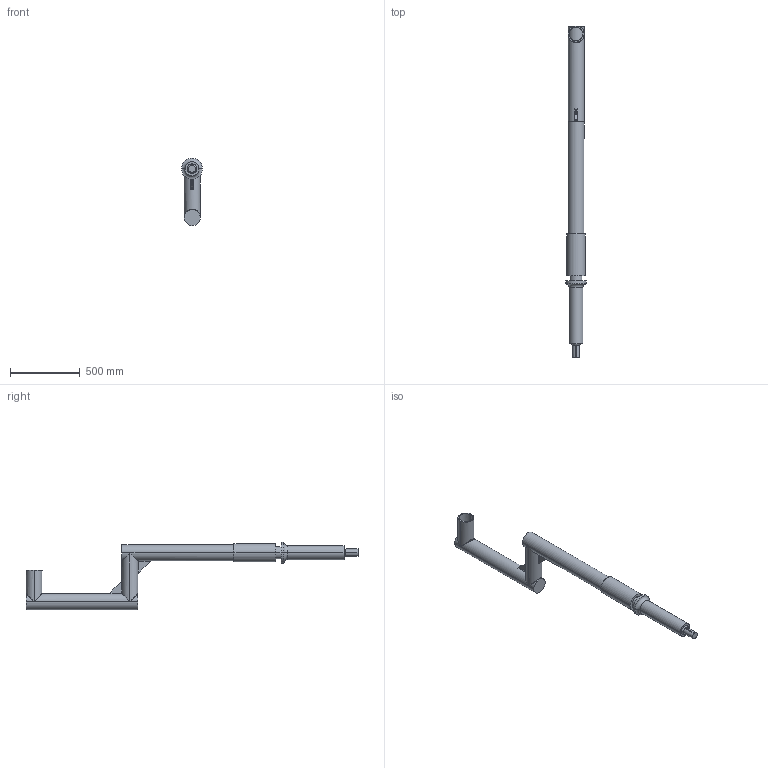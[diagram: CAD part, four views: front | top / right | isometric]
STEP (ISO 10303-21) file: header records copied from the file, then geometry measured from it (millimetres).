
FILE_DESCRIPTION(('CATIA V5 STEP Exchange'),'2;1');
FILE_NAME('braco.stp','2025-12-17T21:15:06+00:00',('none'),('none'),'CATIA Version 5 Release 20 GA (IN-10)','CATIA V5 STEP AP203','none');
FILE_SCHEMA(('CONFIG_CONTROL_DESIGN'));
Length unit declared in the file: millimetre
Products named in the file (2): Concentrador_O_Retorno; Product27
Assembly tree (3 placements, depth 3):
  Concentrador_O_Retorno
    #58
    Product27
      #733
Bounding box: 150 x 2371.7 x 482.14 mm (x, y, z)
Volume: 12478845.5 mm3; surface area: 1857515.2 mm2
Topology: 3 solids, 5 shells, 89 faces, 210 edges, 124 vertices
Faces by surface type: cylinder 43, plane 29, bspline 11, torus 6
Entity records: 5017 total; most frequent: CARTESIAN_POINT 3223, ORIENTED_EDGE 396, DIRECTION 249, EDGE_CURVE 198, VERTEX_POINT 124, AXIS2_PLACEMENT_3D 115, EDGE_LOOP 94, ADVANCED_FACE 89
